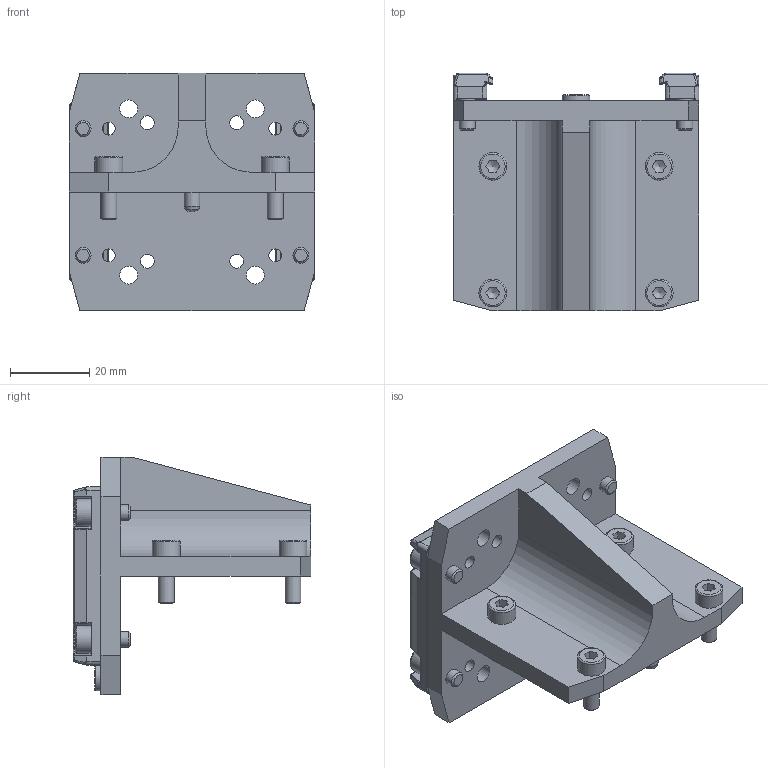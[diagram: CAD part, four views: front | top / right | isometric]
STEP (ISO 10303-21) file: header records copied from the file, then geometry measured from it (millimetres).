
FILE_DESCRIPTION(/* description */ (''),/* implementation_level */ '2;1');
FILE_NAME(/* name */ 'CAD_111011.stp',/* time_stamp */ '2021-03-17T16:02:55+01:00',/* author */ ('rfeldin'),/* organization */ (''),/* preprocessor_version */ 'ST-DEVELOPER v18',/* originating_system */ 'Autodesk Inventor 2020',/* authorisation */ '');
FILE_SCHEMA (('CONFIG_CONTROL_DESIGN'));
Length unit declared in the file: millimetre
Products named in the file (1): CAD_111011
Bounding box: 62 x 60 x 60 mm (x, y, z)
Volume: 47342.8 mm3; surface area: 22255.8 mm2
Topology: 1 solids, 5 shells, 465 faces, 1189 edges, 756 vertices
Faces by surface type: plane 159, cylinder 154, bspline 52, torus 44, cone 36, sphere 20
Full cylindrical faces by diameter (mm): 2 x2, 2.459 x2, 3.242 x4, 3.5 x4, 4 x18, 4.5 x12, 5 x4, 7 x10
Entity records: 15838 total; most frequent: CARTESIAN_POINT 3901, DIRECTION 2487, ORIENTED_EDGE 2354, EDGE_CURVE 1177, AXIS2_PLACEMENT_3D 1008, VERTEX_POINT 756, EDGE_LOOP 535, CIRCLE 526
